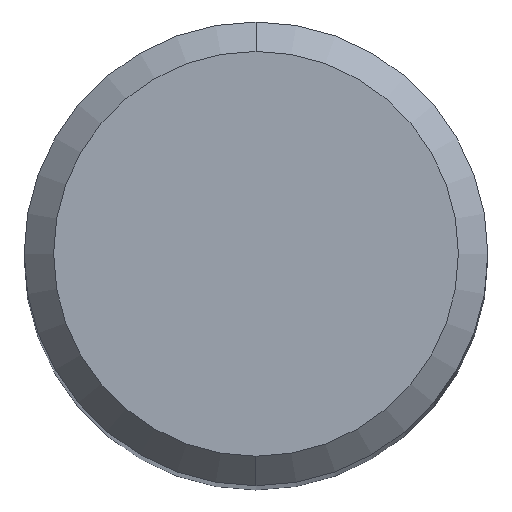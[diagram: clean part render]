
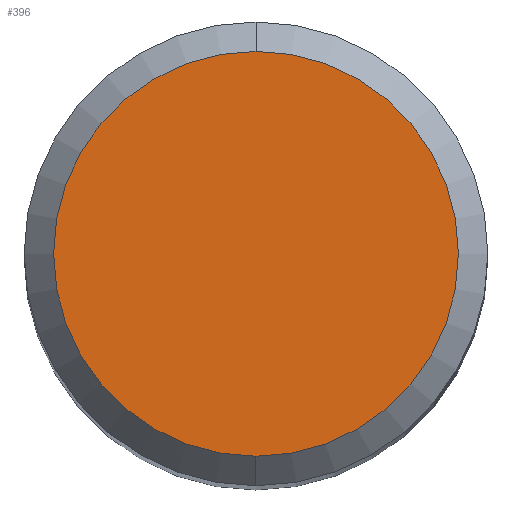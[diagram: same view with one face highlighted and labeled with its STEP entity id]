
A CAD part, top view. The second image highlights one B-rep face of the part: STEP entity #396.
In plain terms, the highlighted planar face has unit normal (0, 0, 1).
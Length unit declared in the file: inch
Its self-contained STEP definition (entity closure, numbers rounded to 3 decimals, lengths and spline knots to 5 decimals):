
#11 = EDGE_LOOP ( 'NONE', ( #499, #261 ) ) ;
#27 = VERTEX_POINT ( 'NONE', #373 ) ;
#80 = DIRECTION ( 'NONE',  ( 0., 0., 1. ) ) ;
#88 = EDGE_CURVE ( 'NONE', #184, #27, #437, .T. ) ;
#117 = DIRECTION ( 'NONE',  ( 0., 0., -1. ) ) ;
#148 = CIRCLE ( 'NONE', #500, 0.1031 ) ;
#184 = VERTEX_POINT ( 'NONE', #504 ) ;
#188 = AXIS2_PLACEMENT_3D ( 'NONE', #249, #117, #477 ) ;
#197 = CARTESIAN_POINT ( 'NONE',  ( 0., 0., 0. ) ) ;
#249 = CARTESIAN_POINT ( 'NONE',  ( 0., 0.1031, 0. ) ) ;
#251 = DIRECTION ( 'NONE',  ( 0., 0., 1. ) ) ;
#261 = ORIENTED_EDGE ( 'NONE', *, *, #88, .T. ) ;
#327 = FACE_OUTER_BOUND ( 'NONE', #11, .T. ) ;
#361 = CARTESIAN_POINT ( 'NONE',  ( 0., 0., 0. ) ) ;
#373 = CARTESIAN_POINT ( 'NONE',  ( 0., 0.1031, 0. ) ) ;
#396 = ADVANCED_FACE ( 'NONE', ( #327 ), #433, .F. ) ;
#420 = EDGE_CURVE ( 'NONE', #27, #184, #148, .T. ) ;
#424 = AXIS2_PLACEMENT_3D ( 'NONE', #197, #80, #506 ) ;
#433 = PLANE ( 'NONE',  #188 ) ;
#437 = CIRCLE ( 'NONE', #424, 0.1031 ) ;
#477 = DIRECTION ( 'NONE',  ( 0., 1., 0. ) ) ;
#494 = DIRECTION ( 'NONE',  ( 0., -1., 0. ) ) ;
#499 = ORIENTED_EDGE ( 'NONE', *, *, #420, .T. ) ;
#500 = AXIS2_PLACEMENT_3D ( 'NONE', #361, #251, #494 ) ;
#504 = CARTESIAN_POINT ( 'NONE',  ( 0., -0.1031, 0. ) ) ;
#506 = DIRECTION ( 'NONE',  ( 0., -1., 0. ) ) ;
